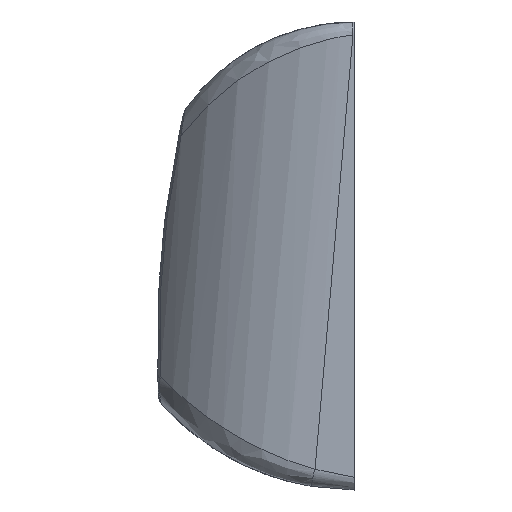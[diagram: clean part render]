
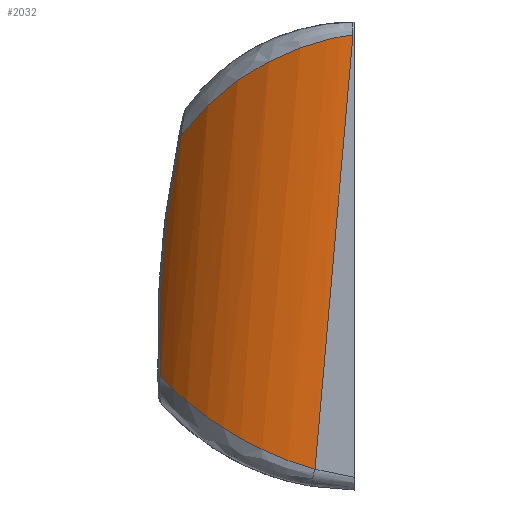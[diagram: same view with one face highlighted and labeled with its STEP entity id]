
A CAD part, left-side view. The second image highlights one B-rep face of the part: STEP entity #2032.
In plain terms, the highlighted cylindrical face has radius 7.764 mm (diameter 15.528 mm), a partial arc.
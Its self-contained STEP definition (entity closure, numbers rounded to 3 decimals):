
#53=B_SPLINE_CURVE_WITH_KNOTS('',3,(#3279,#3280,#3281,#3282,#3283,#3284,
#3285),.UNSPECIFIED.,.F.,.F.,(4,1,2,4),(0.159,0.428,
0.831,0.882),.UNSPECIFIED.);
#60=B_SPLINE_CURVE_WITH_KNOTS('',3,(#3418,#3419,#3420,#3421,#3422),
 .UNSPECIFIED.,.F.,.F.,(4,1,4),(0.436,0.848,1.397),
 .UNSPECIFIED.);
#68=B_SPLINE_CURVE_WITH_KNOTS('',3,(#3805,#3806,#3807,#3808,#3809,#3810,
#3811),.UNSPECIFIED.,.F.,.F.,(4,2,1,4),(-0.075,0.,0.445,
0.741),.UNSPECIFIED.);
#101=CYLINDRICAL_SURFACE('',#2187,7.764);
#254=FACE_OUTER_BOUND('',#386,.T.);
#386=EDGE_LOOP('',(#1624,#1625,#1626,#1627));
#594=LINE('',#3871,#779);
#779=VECTOR('',#2592,10.);
#918=VERTEX_POINT('',#3165);
#923=VERTEX_POINT('',#3272);
#929=VERTEX_POINT('',#3417);
#946=VERTEX_POINT('',#3804);
#1158=EDGE_CURVE('',#923,#918,#53,.T.);
#1167=EDGE_CURVE('',#918,#929,#60,.T.);
#1190=EDGE_CURVE('',#929,#946,#68,.T.);
#1195=EDGE_CURVE('',#946,#923,#594,.T.);
#1624=ORIENTED_EDGE('',*,*,#1167,.F.);
#1625=ORIENTED_EDGE('',*,*,#1158,.F.);
#1626=ORIENTED_EDGE('',*,*,#1195,.F.);
#1627=ORIENTED_EDGE('',*,*,#1190,.F.);
#2032=ADVANCED_FACE('',(#254),#101,.T.);
#2187=AXIS2_PLACEMENT_3D('',#3870,#2590,#2591);
#2590=DIRECTION('center_axis',(0.,-0.087,
0.996));
#2591=DIRECTION('ref_axis',(-1.,0.,0.));
#2592=DIRECTION('',(0.,0.087,-0.996));
#3165=CARTESIAN_POINT('',(3.367,7.647,4.465));
#3272=CARTESIAN_POINT('',(0.,1.543,0.817));
#3279=CARTESIAN_POINT('Ctrl Pts',(0.,1.543,
0.817));
#3280=CARTESIAN_POINT('Ctrl Pts',(0.,2.481,
1.074));
#3281=CARTESIAN_POINT('Ctrl Pts',(0.458,4.777,2.022));
#3282=CARTESIAN_POINT('Ctrl Pts',(1.832,6.535,3.396));
#3283=CARTESIAN_POINT('Ctrl Pts',(3.069,7.451,4.27));
#3284=CARTESIAN_POINT('Ctrl Pts',(3.215,7.551,4.368));
#3285=CARTESIAN_POINT('Ctrl Pts',(3.367,7.647,4.465));
#3417=CARTESIAN_POINT('',(3.372,6.819,13.966));
#3418=CARTESIAN_POINT('Ctrl Pts',(3.367,7.647,4.465));
#3419=CARTESIAN_POINT('Ctrl Pts',(3.621,7.704,5.817));
#3420=CARTESIAN_POINT('Ctrl Pts',(4.047,7.665,9.018));
#3421=CARTESIAN_POINT('Ctrl Pts',(3.71,7.206,12.203));
#3422=CARTESIAN_POINT('Ctrl Pts',(3.372,6.819,13.966));
#3804=CARTESIAN_POINT('',(0.,0.044,17.944));
#3805=CARTESIAN_POINT('Ctrl Pts',(3.372,6.819,13.966));
#3806=CARTESIAN_POINT('Ctrl Pts',(3.206,6.689,14.146));
#3807=CARTESIAN_POINT('Ctrl Pts',(3.042,6.551,14.321));
#3808=CARTESIAN_POINT('Ctrl Pts',(1.929,5.543,15.502));
#3809=CARTESIAN_POINT('Ctrl Pts',(0.522,3.641,17.01));
#3810=CARTESIAN_POINT('Ctrl Pts',(0.,1.082,
17.811));
#3811=CARTESIAN_POINT('Ctrl Pts',(0.,0.044,
17.944));
#3870=CARTESIAN_POINT('Origin',(7.764,0.354,14.398));
#3871=CARTESIAN_POINT('',(0.,0.354,14.398));
